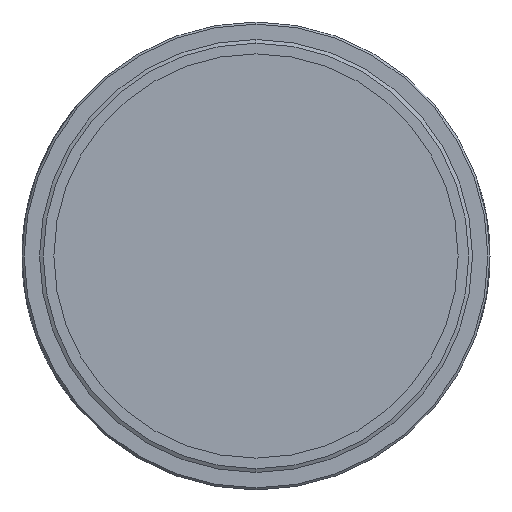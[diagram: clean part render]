
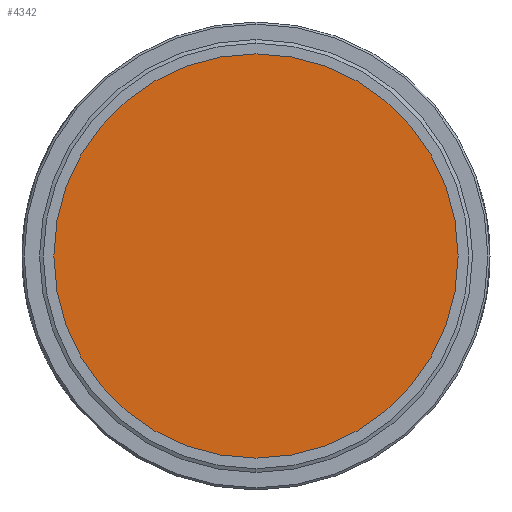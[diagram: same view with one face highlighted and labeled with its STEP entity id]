
A CAD part, left-side view. The second image highlights one B-rep face of the part: STEP entity #4342.
In plain terms, the highlighted planar face has unit normal (-1, 0, 0).
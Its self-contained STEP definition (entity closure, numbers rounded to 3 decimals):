
#61 = ORIENTED_EDGE ( 'NONE', *, *, #1109, .F. ) ;
#299 = FACE_OUTER_BOUND ( 'NONE', #9256, .T. ) ;
#750 = CIRCLE ( 'NONE', #7067, 25.4 ) ;
#1109 = EDGE_CURVE ( 'NONE', #9463, #3096, #8296, .T. ) ;
#1970 = PLANE ( 'NONE',  #8757 ) ;
#2208 = CARTESIAN_POINT ( 'NONE',  ( -2.667, 0., 0. ) ) ;
#2643 = AXIS2_PLACEMENT_3D ( 'NONE', #2208, #7691, #2993 ) ;
#2748 = DIRECTION ( 'NONE',  ( 1., 0., 0. ) ) ;
#2993 = DIRECTION ( 'NONE',  ( 0., 0., -1. ) ) ;
#3096 = VERTEX_POINT ( 'NONE', #9952 ) ;
#3399 = DIRECTION ( 'NONE',  ( 1., 0., 0. ) ) ;
#4342 = ADVANCED_FACE ( 'NONE', ( #299 ), #1970, .F. ) ;
#4737 = CARTESIAN_POINT ( 'NONE',  ( -2.667, 0., -25.4 ) ) ;
#7067 = AXIS2_PLACEMENT_3D ( 'NONE', #8085, #3399, #8861 ) ;
#7691 = DIRECTION ( 'NONE',  ( 1., 0., 0. ) ) ;
#7921 = EDGE_CURVE ( 'NONE', #3096, #9463, #750, .T. ) ;
#8085 = CARTESIAN_POINT ( 'NONE',  ( -2.667, 0., 0. ) ) ;
#8229 = DIRECTION ( 'NONE',  ( 0., 0., -1. ) ) ;
#8296 = CIRCLE ( 'NONE', #2643, 25.4 ) ;
#8757 = AXIS2_PLACEMENT_3D ( 'NONE', #8900, #2748, #8229 ) ;
#8861 = DIRECTION ( 'NONE',  ( 0., 0., -1. ) ) ;
#8900 = CARTESIAN_POINT ( 'NONE',  ( -2.667, 0., 0. ) ) ;
#9256 = EDGE_LOOP ( 'NONE', ( #61, #10118 ) ) ;
#9463 = VERTEX_POINT ( 'NONE', #4737 ) ;
#9952 = CARTESIAN_POINT ( 'NONE',  ( -2.667, 0., 25.4 ) ) ;
#10118 = ORIENTED_EDGE ( 'NONE', *, *, #7921, .F. ) ;
